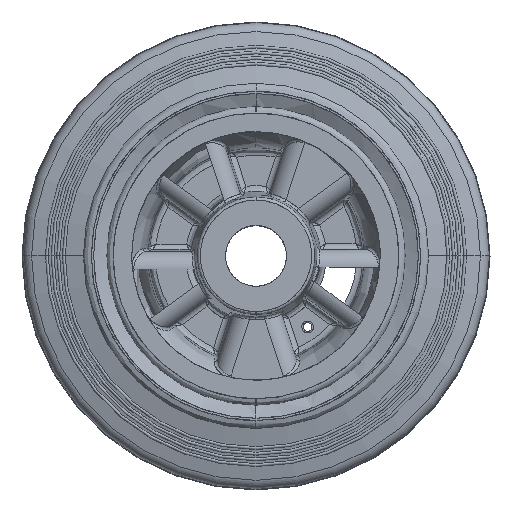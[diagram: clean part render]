
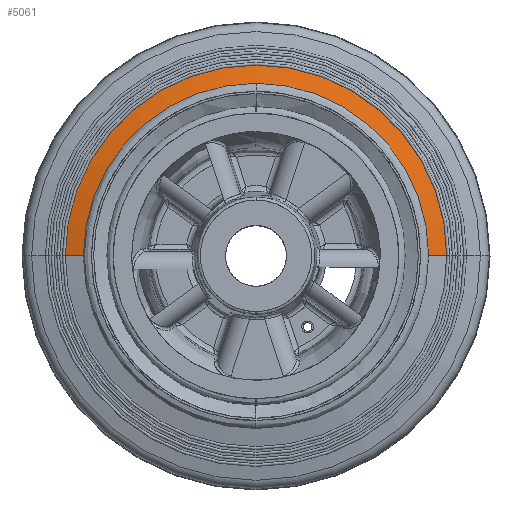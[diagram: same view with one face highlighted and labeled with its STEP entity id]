
A CAD part, top view. The second image highlights one B-rep face of the part: STEP entity #5061.
In plain terms, the highlighted conical face has half-angle 75 degrees and reference radius 59 mm.
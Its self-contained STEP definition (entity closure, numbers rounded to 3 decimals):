
#1247 = AXIS2_PLACEMENT_3D ( 'NONE', #17052, #43386, #20851 ) ;
#5061 = ADVANCED_FACE ( 'NONE', ( #14402 ), #19690, .F. ) ;
#5850 = DIRECTION ( 'NONE',  ( 0., 0., -1. ) ) ;
#7280 = VECTOR ( 'NONE', #20062, 1000. ) ;
#7599 = DIRECTION ( 'NONE',  ( 0.966, 0., -0.259 ) ) ;
#11997 = EDGE_LOOP ( 'NONE', ( #33435, #20400, #42018, #26624 ) ) ;
#14402 = FACE_OUTER_BOUND ( 'NONE', #11997, .T. ) ;
#16281 = CARTESIAN_POINT ( 'NONE',  ( -59., 0., 18.01 ) ) ;
#17052 = CARTESIAN_POINT ( 'NONE',  ( 0., 0., 16.343 ) ) ;
#17259 = LINE ( 'NONE', #16281, #7280 ) ;
#17668 = CIRCLE ( 'NONE', #1247, 65.221 ) ;
#19690 = CONICAL_SURFACE ( 'NONE', #22295, 59., 1.309 ) ;
#20062 = DIRECTION ( 'NONE',  ( -0.966, 0., -0.259 ) ) ;
#20400 = ORIENTED_EDGE ( 'NONE', *, *, #42534, .F. ) ;
#20851 = DIRECTION ( 'NONE',  ( -1., 0., 0. ) ) ;
#20934 = DIRECTION ( 'NONE',  ( -1., 0., 0. ) ) ;
#20944 = VERTEX_POINT ( 'NONE', #32892 ) ;
#22295 = AXIS2_PLACEMENT_3D ( 'NONE', #43462, #5850, #20934 ) ;
#22481 = CARTESIAN_POINT ( 'NONE',  ( 0., 0., 18.01 ) ) ;
#23041 = CARTESIAN_POINT ( 'NONE',  ( 59., 0., 18.01 ) ) ;
#26263 = DIRECTION ( 'NONE',  ( -1., 0., 0. ) ) ;
#26459 = LINE ( 'NONE', #37522, #46453 ) ;
#26624 = ORIENTED_EDGE ( 'NONE', *, *, #47183, .T. ) ;
#26847 = VERTEX_POINT ( 'NONE', #39885 ) ;
#28561 = AXIS2_PLACEMENT_3D ( 'NONE', #22481, #48779, #26263 ) ;
#32095 = VERTEX_POINT ( 'NONE', #23041 ) ;
#32892 = CARTESIAN_POINT ( 'NONE',  ( -59., 0., 18.01 ) ) ;
#33435 = ORIENTED_EDGE ( 'NONE', *, *, #37923, .F. ) ;
#37522 = CARTESIAN_POINT ( 'NONE',  ( 59., 0., 18.01 ) ) ;
#37923 = EDGE_CURVE ( 'NONE', #32095, #26847, #26459, .T. ) ;
#38686 = CIRCLE ( 'NONE', #28561, 59. ) ;
#39141 = VERTEX_POINT ( 'NONE', #47423 ) ;
#39885 = CARTESIAN_POINT ( 'NONE',  ( 65.221, 0., 16.343 ) ) ;
#42018 = ORIENTED_EDGE ( 'NONE', *, *, #45407, .T. ) ;
#42534 = EDGE_CURVE ( 'NONE', #20944, #32095, #38686, .T. ) ;
#43386 = DIRECTION ( 'NONE',  ( 0., 0., -1. ) ) ;
#43462 = CARTESIAN_POINT ( 'NONE',  ( 0., 0., 18.01 ) ) ;
#45407 = EDGE_CURVE ( 'NONE', #20944, #39141, #17259, .T. ) ;
#46453 = VECTOR ( 'NONE', #7599, 1000. ) ;
#47183 = EDGE_CURVE ( 'NONE', #39141, #26847, #17668, .T. ) ;
#47423 = CARTESIAN_POINT ( 'NONE',  ( -65.221, 0., 16.343 ) ) ;
#48779 = DIRECTION ( 'NONE',  ( 0., 0., -1. ) ) ;
